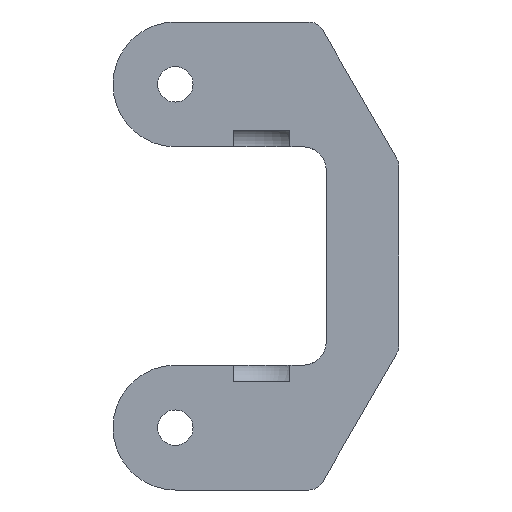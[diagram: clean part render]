
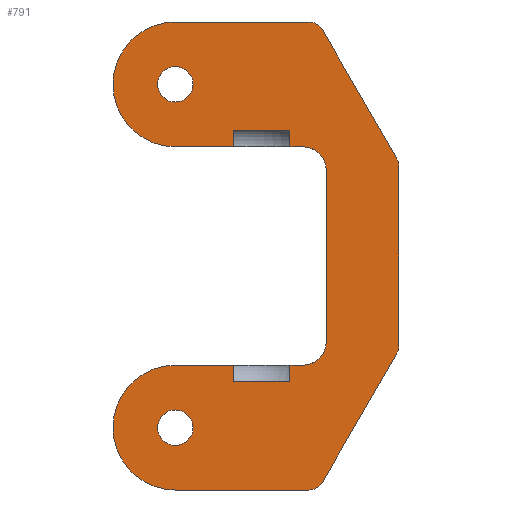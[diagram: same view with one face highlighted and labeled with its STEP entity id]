
A CAD part, front view. The second image highlights one B-rep face of the part: STEP entity #791.
In plain terms, the highlighted planar face has unit normal (0, -1, 0).
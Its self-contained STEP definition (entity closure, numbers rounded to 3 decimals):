
#17=LINE('',#1267,#81);
#19=LINE('',#1272,#83);
#24=LINE('',#1281,#88);
#26=LINE('',#1285,#90);
#29=LINE('',#1291,#93);
#31=LINE('',#1296,#95);
#36=LINE('',#1305,#100);
#38=LINE('',#1309,#102);
#39=LINE('',#1311,#103);
#40=LINE('',#1313,#104);
#41=LINE('',#1318,#105);
#42=LINE('',#1322,#106);
#43=LINE('',#1326,#107);
#44=LINE('',#1330,#108);
#45=LINE('',#1334,#109);
#46=LINE('',#1339,#110);
#81=VECTOR('',#973,10.);
#83=VECTOR('',#977,1000.);
#88=VECTOR('',#984,1000.);
#90=VECTOR('',#988,10.);
#93=VECTOR('',#993,10.);
#95=VECTOR('',#997,1000.);
#100=VECTOR('',#1004,1000.);
#102=VECTOR('',#1008,10.);
#103=VECTOR('',#1011,10.);
#104=VECTOR('',#1014,10.);
#105=VECTOR('',#1019,1000.);
#106=VECTOR('',#1022,1000.);
#107=VECTOR('',#1025,1000.);
#108=VECTOR('',#1028,1000.);
#109=VECTOR('',#1031,1000.);
#110=VECTOR('',#1036,1000.);
#163=FACE_BOUND('',#260,.T.);
#164=FACE_BOUND('',#261,.T.);
#185=PLANE('',#865);
#213=FACE_OUTER_BOUND('',#259,.T.);
#259=EDGE_LOOP('',(#615,#616,#617,#618,#619,#620,#621,#622,#623,#624,#625,
#626,#627,#628,#629,#630,#631,#632,#633,#634,#635,#636,#637,#638));
#260=EDGE_LOOP('',(#639));
#261=EDGE_LOOP('',(#640));
#319=CIRCLE('',#866,6.);
#320=CIRCLE('',#867,1.5);
#321=CIRCLE('',#868,1.5);
#322=CIRCLE('',#869,1.5);
#323=CIRCLE('',#870,1.5);
#324=CIRCLE('',#871,6.);
#325=CIRCLE('',#872,2.25);
#326=CIRCLE('',#873,2.25);
#327=CIRCLE('',#874,1.7);
#328=CIRCLE('',#875,1.7);
#367=VERTEX_POINT('',#1263);
#368=VERTEX_POINT('',#1265);
#369=VERTEX_POINT('',#1269);
#370=VERTEX_POINT('',#1271);
#373=VERTEX_POINT('',#1279);
#374=VERTEX_POINT('',#1283);
#375=VERTEX_POINT('',#1287);
#376=VERTEX_POINT('',#1289);
#377=VERTEX_POINT('',#1293);
#378=VERTEX_POINT('',#1295);
#381=VERTEX_POINT('',#1303);
#382=VERTEX_POINT('',#1307);
#383=VERTEX_POINT('',#1315);
#384=VERTEX_POINT('',#1317);
#385=VERTEX_POINT('',#1319);
#386=VERTEX_POINT('',#1321);
#387=VERTEX_POINT('',#1323);
#388=VERTEX_POINT('',#1325);
#389=VERTEX_POINT('',#1327);
#390=VERTEX_POINT('',#1329);
#391=VERTEX_POINT('',#1331);
#392=VERTEX_POINT('',#1333);
#393=VERTEX_POINT('',#1336);
#394=VERTEX_POINT('',#1338);
#395=VERTEX_POINT('',#1341);
#396=VERTEX_POINT('',#1343);
#449=EDGE_CURVE('',#368,#367,#17,.T.);
#451=EDGE_CURVE('',#370,#369,#19,.T.);
#456=EDGE_CURVE('',#368,#373,#24,.T.);
#458=EDGE_CURVE('',#367,#374,#26,.T.);
#461=EDGE_CURVE('',#376,#375,#29,.T.);
#463=EDGE_CURVE('',#378,#377,#31,.T.);
#468=EDGE_CURVE('',#376,#381,#36,.T.);
#470=EDGE_CURVE('',#375,#382,#38,.T.);
#471=EDGE_CURVE('',#374,#369,#39,.T.);
#472=EDGE_CURVE('',#382,#377,#40,.T.);
#473=EDGE_CURVE('',#373,#383,#319,.T.);
#474=EDGE_CURVE('',#383,#384,#41,.T.);
#475=EDGE_CURVE('',#385,#384,#320,.T.);
#476=EDGE_CURVE('',#385,#386,#42,.T.);
#477=EDGE_CURVE('',#387,#386,#321,.T.);
#478=EDGE_CURVE('',#387,#388,#43,.T.);
#479=EDGE_CURVE('',#389,#388,#322,.T.);
#480=EDGE_CURVE('',#389,#390,#44,.T.);
#481=EDGE_CURVE('',#391,#390,#323,.T.);
#482=EDGE_CURVE('',#391,#392,#45,.T.);
#483=EDGE_CURVE('',#392,#378,#324,.T.);
#484=EDGE_CURVE('',#381,#393,#325,.T.);
#485=EDGE_CURVE('',#393,#394,#46,.T.);
#486=EDGE_CURVE('',#394,#370,#326,.T.);
#487=EDGE_CURVE('',#395,#395,#327,.T.);
#488=EDGE_CURVE('',#396,#396,#328,.T.);
#615=ORIENTED_EDGE('',*,*,#471,.F.);
#616=ORIENTED_EDGE('',*,*,#458,.F.);
#617=ORIENTED_EDGE('',*,*,#449,.F.);
#618=ORIENTED_EDGE('',*,*,#456,.T.);
#619=ORIENTED_EDGE('',*,*,#473,.T.);
#620=ORIENTED_EDGE('',*,*,#474,.T.);
#621=ORIENTED_EDGE('',*,*,#475,.F.);
#622=ORIENTED_EDGE('',*,*,#476,.T.);
#623=ORIENTED_EDGE('',*,*,#477,.F.);
#624=ORIENTED_EDGE('',*,*,#478,.T.);
#625=ORIENTED_EDGE('',*,*,#479,.F.);
#626=ORIENTED_EDGE('',*,*,#480,.T.);
#627=ORIENTED_EDGE('',*,*,#481,.F.);
#628=ORIENTED_EDGE('',*,*,#482,.T.);
#629=ORIENTED_EDGE('',*,*,#483,.T.);
#630=ORIENTED_EDGE('',*,*,#463,.T.);
#631=ORIENTED_EDGE('',*,*,#472,.F.);
#632=ORIENTED_EDGE('',*,*,#470,.F.);
#633=ORIENTED_EDGE('',*,*,#461,.F.);
#634=ORIENTED_EDGE('',*,*,#468,.T.);
#635=ORIENTED_EDGE('',*,*,#484,.T.);
#636=ORIENTED_EDGE('',*,*,#485,.T.);
#637=ORIENTED_EDGE('',*,*,#486,.T.);
#638=ORIENTED_EDGE('',*,*,#451,.T.);
#639=ORIENTED_EDGE('',*,*,#487,.T.);
#640=ORIENTED_EDGE('',*,*,#488,.T.);
#791=ADVANCED_FACE('',(#213,#163,#164),#185,.T.);
#865=AXIS2_PLACEMENT_3D('',#1314,#1015,#1016);
#866=AXIS2_PLACEMENT_3D('',#1316,#1017,#1018);
#867=AXIS2_PLACEMENT_3D('',#1320,#1020,#1021);
#868=AXIS2_PLACEMENT_3D('',#1324,#1023,#1024);
#869=AXIS2_PLACEMENT_3D('',#1328,#1026,#1027);
#870=AXIS2_PLACEMENT_3D('',#1332,#1029,#1030);
#871=AXIS2_PLACEMENT_3D('',#1335,#1032,#1033);
#872=AXIS2_PLACEMENT_3D('',#1337,#1034,#1035);
#873=AXIS2_PLACEMENT_3D('',#1340,#1037,#1038);
#874=AXIS2_PLACEMENT_3D('',#1342,#1039,#1040);
#875=AXIS2_PLACEMENT_3D('',#1344,#1041,#1042);
#973=DIRECTION('',(0.,0.,-1.));
#977=DIRECTION('',(-1.,0.,0.));
#984=DIRECTION('',(-1.,0.,0.));
#988=DIRECTION('',(1.,0.,0.));
#993=DIRECTION('',(0.,0.,1.));
#997=DIRECTION('',(1.,0.,0.));
#1004=DIRECTION('',(1.,0.,0.));
#1008=DIRECTION('',(-1.,0.,0.));
#1011=DIRECTION('',(0.,0.,1.));
#1014=DIRECTION('',(0.,0.,-1.));
#1015=DIRECTION('center_axis',(0.,-1.,0.));
#1016=DIRECTION('ref_axis',(1.,0.,0.));
#1017=DIRECTION('center_axis',(0.,-1.,0.));
#1018=DIRECTION('ref_axis',(1.,0.,0.));
#1019=DIRECTION('',(1.,0.,0.));
#1020=DIRECTION('center_axis',(0.,1.,0.));
#1021=DIRECTION('ref_axis',(0.5,0.,-0.866));
#1022=DIRECTION('',(0.5,0.,0.866));
#1023=DIRECTION('center_axis',(0.,1.,0.));
#1024=DIRECTION('ref_axis',(0.966,0.,-0.259));
#1025=DIRECTION('',(0.,0.,1.));
#1026=DIRECTION('center_axis',(0.,1.,0.));
#1027=DIRECTION('ref_axis',(0.966,0.,0.259));
#1028=DIRECTION('',(-0.5,0.,0.866));
#1029=DIRECTION('center_axis',(0.,1.,0.));
#1030=DIRECTION('ref_axis',(0.5,0.,0.866));
#1031=DIRECTION('',(-1.,0.,0.));
#1032=DIRECTION('center_axis',(0.,-1.,0.));
#1033=DIRECTION('ref_axis',(1.,0.,0.));
#1034=DIRECTION('center_axis',(0.,1.,0.));
#1035=DIRECTION('ref_axis',(0.707,0.,0.707));
#1036=DIRECTION('',(0.,0.,-1.));
#1037=DIRECTION('center_axis',(0.,1.,0.));
#1038=DIRECTION('ref_axis',(0.707,0.,-0.707));
#1039=DIRECTION('center_axis',(0.,1.,0.));
#1040=DIRECTION('ref_axis',(1.,0.,0.));
#1041=DIRECTION('center_axis',(0.,1.,0.));
#1042=DIRECTION('ref_axis',(1.,0.,0.));
#1263=CARTESIAN_POINT('',(-108.43,-8.95,-12.1));
#1265=CARTESIAN_POINT('',(-108.43,-8.95,-10.5));
#1267=CARTESIAN_POINT('',(-108.43,-8.95,-5.25));
#1269=CARTESIAN_POINT('',(-103.03,-8.95,-10.5));
#1271=CARTESIAN_POINT('',(-101.79,-8.95,-10.5));
#1272=CARTESIAN_POINT('',(-102.915,-8.95,-10.5));
#1279=CARTESIAN_POINT('',(-114.04,-8.95,-10.5));
#1281=CARTESIAN_POINT('',(-102.915,-8.95,-10.5));
#1283=CARTESIAN_POINT('',(-103.03,-8.95,-12.1));
#1285=CARTESIAN_POINT('',(-107.36,-8.95,-12.1));
#1287=CARTESIAN_POINT('',(-103.03,-8.95,12.1));
#1289=CARTESIAN_POINT('',(-103.03,-8.95,10.5));
#1291=CARTESIAN_POINT('',(-103.03,-8.95,5.25));
#1293=CARTESIAN_POINT('',(-108.43,-8.95,10.5));
#1295=CARTESIAN_POINT('',(-114.04,-8.95,10.5));
#1296=CARTESIAN_POINT('',(-110.165,-8.95,10.5));
#1303=CARTESIAN_POINT('',(-101.79,-8.95,10.5));
#1305=CARTESIAN_POINT('',(-110.165,-8.95,10.5));
#1307=CARTESIAN_POINT('',(-108.43,-8.95,12.1));
#1309=CARTESIAN_POINT('',(-104.66,-8.95,12.1));
#1311=CARTESIAN_POINT('',(-103.03,-8.95,-6.05));
#1313=CARTESIAN_POINT('',(-108.43,-8.95,6.05));
#1314=CARTESIAN_POINT('Origin',(-106.29,-8.95,0.));
#1315=CARTESIAN_POINT('',(-114.04,-8.95,-22.5));
#1316=CARTESIAN_POINT('Origin',(-114.04,-8.95,-16.5));
#1317=CARTESIAN_POINT('',(-101.2,-8.95,-22.5));
#1318=CARTESIAN_POINT('',(-110.165,-8.95,-22.5));
#1319=CARTESIAN_POINT('',(-99.901,-8.95,-21.75));
#1320=CARTESIAN_POINT('Origin',(-101.2,-8.95,-21.));
#1321=CARTESIAN_POINT('',(-92.741,-8.95,-9.348));
#1322=CARTESIAN_POINT('',(-96.207,-8.95,-15.352));
#1323=CARTESIAN_POINT('',(-92.54,-8.95,-8.598));
#1324=CARTESIAN_POINT('Origin',(-94.04,-8.95,-8.598));
#1325=CARTESIAN_POINT('',(-92.54,-8.95,8.598));
#1326=CARTESIAN_POINT('',(-92.54,-8.95,-4.5));
#1327=CARTESIAN_POINT('',(-92.741,-8.95,9.348));
#1328=CARTESIAN_POINT('Origin',(-94.04,-8.95,8.598));
#1329=CARTESIAN_POINT('',(-99.901,-8.95,21.75));
#1330=CARTESIAN_POINT('',(-92.31,-8.95,8.602));
#1331=CARTESIAN_POINT('',(-101.2,-8.95,22.5));
#1332=CARTESIAN_POINT('Origin',(-101.2,-8.95,21.));
#1333=CARTESIAN_POINT('',(-114.04,-8.95,22.5));
#1334=CARTESIAN_POINT('',(-103.312,-8.95,22.5));
#1335=CARTESIAN_POINT('Origin',(-114.04,-8.95,16.5));
#1336=CARTESIAN_POINT('',(-99.54,-8.95,8.25));
#1337=CARTESIAN_POINT('Origin',(-101.79,-8.95,8.25));
#1338=CARTESIAN_POINT('',(-99.54,-8.95,-8.25));
#1339=CARTESIAN_POINT('',(-99.54,-8.95,5.25));
#1340=CARTESIAN_POINT('Origin',(-101.79,-8.95,-8.25));
#1341=CARTESIAN_POINT('',(-115.74,-8.95,16.5));
#1342=CARTESIAN_POINT('Origin',(-114.04,-8.95,16.5));
#1343=CARTESIAN_POINT('',(-115.74,-8.95,-16.5));
#1344=CARTESIAN_POINT('Origin',(-114.04,-8.95,-16.5));
